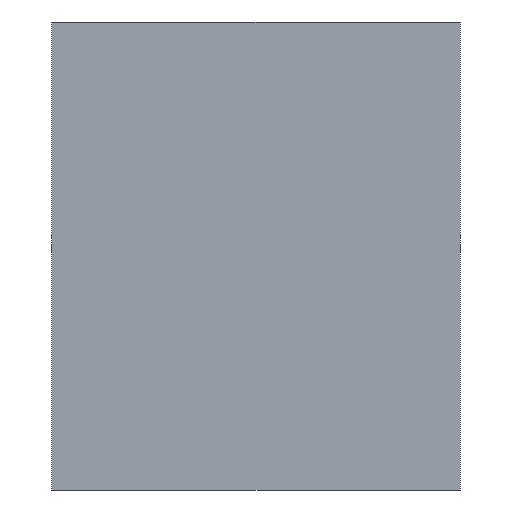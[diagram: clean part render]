
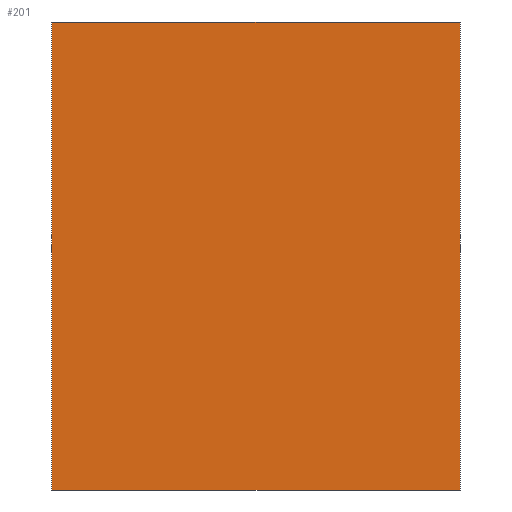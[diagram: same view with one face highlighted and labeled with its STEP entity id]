
A CAD part, front view. The second image highlights one B-rep face of the part: STEP entity #201.
In plain terms, the highlighted planar face has unit normal (0, -1, 0).
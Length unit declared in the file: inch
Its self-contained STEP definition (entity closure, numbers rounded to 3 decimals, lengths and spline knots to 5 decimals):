
#1 = DIRECTION ( 'NONE',  ( 0., 1., 0. ) ) ;
#12 = ORIENTED_EDGE ( 'NONE', *, *, #159, .F. ) ;
#20 = VECTOR ( 'NONE', #56, 39.37008 ) ;
#25 = AXIS2_PLACEMENT_3D ( 'NONE', #88, #1, #169 ) ;
#29 = VECTOR ( 'NONE', #98, 39.37008 ) ;
#31 = VERTEX_POINT ( 'NONE', #165 ) ;
#39 = PLANE ( 'NONE',  #25 ) ;
#48 = ORIENTED_EDGE ( 'NONE', *, *, #207, .F. ) ;
#51 = EDGE_CURVE ( 'NONE', #205, #31, #122, .T. ) ;
#56 = DIRECTION ( 'NONE',  ( 0., 0., -1. ) ) ;
#58 = CARTESIAN_POINT ( 'NONE',  ( 2.18, 0., 0. ) ) ;
#59 = CARTESIAN_POINT ( 'NONE',  ( 0., 0., 2.5 ) ) ;
#64 = ORIENTED_EDGE ( 'NONE', *, *, #51, .F. ) ;
#71 = FACE_OUTER_BOUND ( 'NONE', #93, .T. ) ;
#73 = LINE ( 'NONE', #199, #162 ) ;
#75 = LINE ( 'NONE', #108, #175 ) ;
#88 = CARTESIAN_POINT ( 'NONE',  ( 0., 0., 0. ) ) ;
#93 = EDGE_LOOP ( 'NONE', ( #48, #12, #157, #64 ) ) ;
#94 = VERTEX_POINT ( 'NONE', #194 ) ;
#98 = DIRECTION ( 'NONE',  ( 1., 0., 0. ) ) ;
#108 = CARTESIAN_POINT ( 'NONE',  ( 0., 0., 0. ) ) ;
#122 = LINE ( 'NONE', #206, #29 ) ;
#135 = LINE ( 'NONE', #184, #20 ) ;
#138 = EDGE_CURVE ( 'NONE', #31, #176, #135, .T. ) ;
#157 = ORIENTED_EDGE ( 'NONE', *, *, #138, .F. ) ;
#159 = EDGE_CURVE ( 'NONE', #176, #94, #73, .T. ) ;
#162 = VECTOR ( 'NONE', #167, 39.37008 ) ;
#165 = CARTESIAN_POINT ( 'NONE',  ( 2.18, 0., 2.5 ) ) ;
#167 = DIRECTION ( 'NONE',  ( -1., 0., 0. ) ) ;
#169 = DIRECTION ( 'NONE',  ( 0., 0., 1. ) ) ;
#170 = DIRECTION ( 'NONE',  ( 0., 0., 1. ) ) ;
#175 = VECTOR ( 'NONE', #170, 39.37008 ) ;
#176 = VERTEX_POINT ( 'NONE', #58 ) ;
#184 = CARTESIAN_POINT ( 'NONE',  ( 2.18, 0., 0. ) ) ;
#194 = CARTESIAN_POINT ( 'NONE',  ( 0., 0., 0. ) ) ;
#199 = CARTESIAN_POINT ( 'NONE',  ( 0., 0., 0. ) ) ;
#201 = ADVANCED_FACE ( 'NONE', ( #71 ), #39, .F. ) ;
#205 = VERTEX_POINT ( 'NONE', #59 ) ;
#206 = CARTESIAN_POINT ( 'NONE',  ( 0., 0., 2.5 ) ) ;
#207 = EDGE_CURVE ( 'NONE', #94, #205, #75, .T. ) ;
